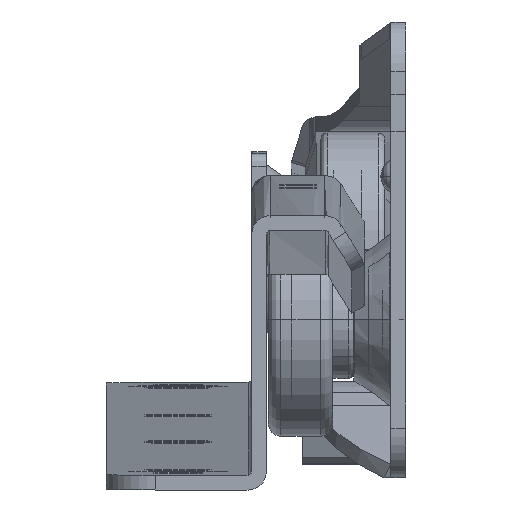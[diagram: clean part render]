
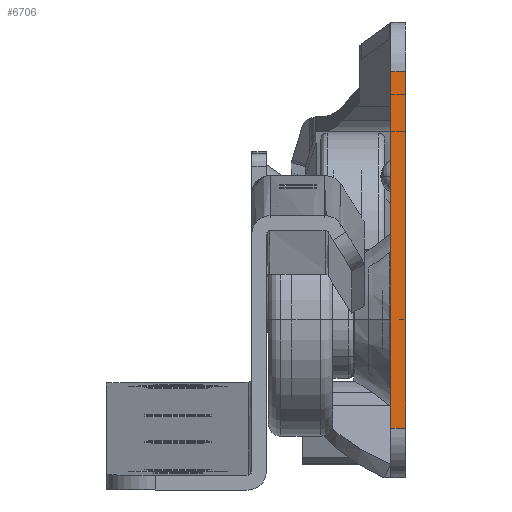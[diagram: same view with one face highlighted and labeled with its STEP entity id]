
A CAD part, top view. The second image highlights one B-rep face of the part: STEP entity #6706.
In plain terms, the highlighted planar face has unit normal (0, 0, 1).
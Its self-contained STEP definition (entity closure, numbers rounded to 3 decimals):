
#36 = CARTESIAN_POINT ( 'NONE',  ( -1.2, 15., 0. ) ) ;
#160 = CARTESIAN_POINT ( 'NONE',  ( -1.2, -14., 0. ) ) ;
#782 = VERTEX_POINT ( 'NONE', #6561 ) ;
#833 = CARTESIAN_POINT ( 'NONE',  ( -1.2, -18., 0. ) ) ;
#1003 = VECTOR ( 'NONE', #2103, 1000. ) ;
#1949 = CARTESIAN_POINT ( 'NONE',  ( -1.2, 15., 0. ) ) ;
#2083 = DIRECTION ( 'NONE',  ( 0., 0., 1. ) ) ;
#2103 = DIRECTION ( 'NONE',  ( 1., 0., 0. ) ) ;
#2228 = CARTESIAN_POINT ( 'NONE',  ( -1.2, -18., 0. ) ) ;
#2877 = VECTOR ( 'NONE', #5309, 1000. ) ;
#4372 = CARTESIAN_POINT ( 'NONE',  ( 0., -18., 0. ) ) ;
#5309 = DIRECTION ( 'NONE',  ( 0., -1., 0. ) ) ;
#6561 = CARTESIAN_POINT ( 'NONE',  ( 0., -14., 0. ) ) ;
#6680 = DIRECTION ( 'NONE',  ( 1., 0., 0. ) ) ;
#6706 = ADVANCED_FACE ( 'NONE', ( #12566 ), #13557, .T. ) ;
#6975 = EDGE_CURVE ( 'NONE', #8697, #9304, #14599, .T. ) ;
#6981 = EDGE_LOOP ( 'NONE', ( #9968, #8923, #12568, #12842 ) ) ;
#7189 = VECTOR ( 'NONE', #12591, 1000. ) ;
#7912 = LINE ( 'NONE', #4372, #7189 ) ;
#8131 = DIRECTION ( 'NONE',  ( -1., 0., 0. ) ) ;
#8697 = VERTEX_POINT ( 'NONE', #1949 ) ;
#8886 = EDGE_CURVE ( 'NONE', #9578, #8697, #10380, .T. ) ;
#8905 = EDGE_CURVE ( 'NONE', #9304, #782, #10460, .T. ) ;
#8923 = ORIENTED_EDGE ( 'NONE', *, *, #8905, .T. ) ;
#9304 = VERTEX_POINT ( 'NONE', #160 ) ;
#9578 = VERTEX_POINT ( 'NONE', #14752 ) ;
#9590 = AXIS2_PLACEMENT_3D ( 'NONE', #2228, #2083, #6680 ) ;
#9968 = ORIENTED_EDGE ( 'NONE', *, *, #6975, .T. ) ;
#10380 = LINE ( 'NONE', #36, #14257 ) ;
#10460 = LINE ( 'NONE', #12438, #1003 ) ;
#11697 = EDGE_CURVE ( 'NONE', #9578, #782, #7912, .T. ) ;
#12438 = CARTESIAN_POINT ( 'NONE',  ( -1.2, -14., 0. ) ) ;
#12566 = FACE_OUTER_BOUND ( 'NONE', #6981, .T. ) ;
#12568 = ORIENTED_EDGE ( 'NONE', *, *, #11697, .F. ) ;
#12591 = DIRECTION ( 'NONE',  ( 0., -1., 0. ) ) ;
#12842 = ORIENTED_EDGE ( 'NONE', *, *, #8886, .T. ) ;
#13557 = PLANE ( 'NONE',  #9590 ) ;
#14257 = VECTOR ( 'NONE', #8131, 1000. ) ;
#14599 = LINE ( 'NONE', #833, #2877 ) ;
#14752 = CARTESIAN_POINT ( 'NONE',  ( 0., 15., 0. ) ) ;
